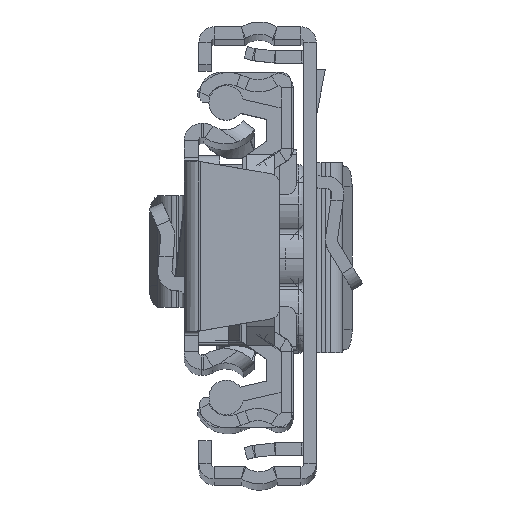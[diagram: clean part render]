
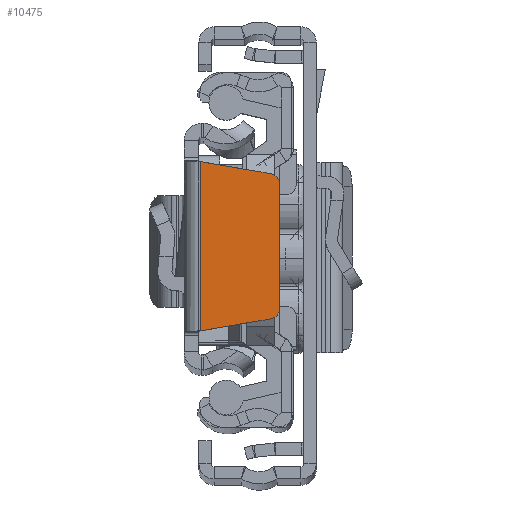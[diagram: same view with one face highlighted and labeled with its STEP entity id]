
A CAD part, top view. The second image highlights one B-rep face of the part: STEP entity #10475.
In plain terms, the highlighted planar face has unit normal (0, 0, 1).
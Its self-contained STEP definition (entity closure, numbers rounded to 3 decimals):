
#330 = CARTESIAN_POINT ( 'NONE',  ( 8.568, -7.142, 0. ) ) ;
#587 = DIRECTION ( 'NONE',  ( 0., 1., 0. ) ) ;
#743 = ORIENTED_EDGE ( 'NONE', *, *, #13652, .T. ) ;
#1054 = VECTOR ( 'NONE', #5872, 1000. ) ;
#1091 = CARTESIAN_POINT ( 'NONE',  ( 8.4, -6.156, 0. ) ) ;
#1789 = LINE ( 'NONE', #15028, #19645 ) ;
#2340 = CARTESIAN_POINT ( 'NONE',  ( 1.6, 8.333, 0. ) ) ;
#2849 = CARTESIAN_POINT ( 'NONE',  ( 9.4, -6.156, 0. ) ) ;
#3071 = ORIENTED_EDGE ( 'NONE', *, *, #14823, .T. ) ;
#4176 = VERTEX_POINT ( 'NONE', #12785 ) ;
#4781 = AXIS2_PLACEMENT_3D ( 'NONE', #12343, #12540, #10617 ) ;
#5834 = EDGE_CURVE ( 'NONE', #20890, #5846, #9057, .T. ) ;
#5846 = VERTEX_POINT ( 'NONE', #2340 ) ;
#5872 = DIRECTION ( 'NONE',  ( 0., -1., 0. ) ) ;
#5889 = EDGE_LOOP ( 'NONE', ( #3071, #12056, #743, #9869, #8570, #19380 ) ) ;
#6205 = AXIS2_PLACEMENT_3D ( 'NONE', #1091, #20946, #19340 ) ;
#6710 = DIRECTION ( 'NONE',  ( 1., 0., 0. ) ) ;
#7052 = AXIS2_PLACEMENT_3D ( 'NONE', #17907, #9774, #6710 ) ;
#8570 = ORIENTED_EDGE ( 'NONE', *, *, #17647, .T. ) ;
#9057 = LINE ( 'NONE', #9289, #20769 ) ;
#9289 = CARTESIAN_POINT ( 'NONE',  ( 1.5, 8.35, 0. ) ) ;
#9425 = PLANE ( 'NONE',  #4781 ) ;
#9774 = DIRECTION ( 'NONE',  ( 0., 0., 1. ) ) ;
#9869 = ORIENTED_EDGE ( 'NONE', *, *, #15871, .T. ) ;
#10025 = CARTESIAN_POINT ( 'NONE',  ( 8.568, -7.142, 0. ) ) ;
#10475 = ADVANCED_FACE ( 'NONE', ( #13972 ), #9425, .F. ) ;
#10617 = DIRECTION ( 'NONE',  ( 1., 0., 0. ) ) ;
#11857 = DIRECTION ( 'NONE',  ( 0.986, 0.168, 0. ) ) ;
#11959 = LINE ( 'NONE', #10025, #18648 ) ;
#12056 = ORIENTED_EDGE ( 'NONE', *, *, #12218, .T. ) ;
#12218 = EDGE_CURVE ( 'NONE', #13811, #17673, #11959, .T. ) ;
#12343 = CARTESIAN_POINT ( 'NONE',  ( 8.4, 6.156, 0. ) ) ;
#12540 = DIRECTION ( 'NONE',  ( 0., 0., -1. ) ) ;
#12785 = CARTESIAN_POINT ( 'NONE',  ( 9.4, 6.156, 0. ) ) ;
#13652 = EDGE_CURVE ( 'NONE', #17673, #21210, #18007, .T. ) ;
#13811 = VERTEX_POINT ( 'NONE', #14891 ) ;
#13972 = FACE_OUTER_BOUND ( 'NONE', #5889, .T. ) ;
#14126 = LINE ( 'NONE', #20746, #1054 ) ;
#14823 = EDGE_CURVE ( 'NONE', #5846, #13811, #14126, .T. ) ;
#14891 = CARTESIAN_POINT ( 'NONE',  ( 1.6, -8.333, 0. ) ) ;
#15028 = CARTESIAN_POINT ( 'NONE',  ( 9.4, 6.156, 0. ) ) ;
#15871 = EDGE_CURVE ( 'NONE', #21210, #4176, #1789, .T. ) ;
#16532 = CARTESIAN_POINT ( 'NONE',  ( 8.568, 7.142, 0. ) ) ;
#17647 = EDGE_CURVE ( 'NONE', #4176, #20890, #18851, .T. ) ;
#17673 = VERTEX_POINT ( 'NONE', #330 ) ;
#17907 = CARTESIAN_POINT ( 'NONE',  ( 8.4, 6.156, 0. ) ) ;
#18007 = CIRCLE ( 'NONE', #6205, 1. ) ;
#18648 = VECTOR ( 'NONE', #11857, 1000. ) ;
#18851 = CIRCLE ( 'NONE', #7052, 1. ) ;
#19276 = DIRECTION ( 'NONE',  ( -0.986, 0.168, 0. ) ) ;
#19340 = DIRECTION ( 'NONE',  ( 1., 0., 0. ) ) ;
#19380 = ORIENTED_EDGE ( 'NONE', *, *, #5834, .T. ) ;
#19645 = VECTOR ( 'NONE', #587, 1000. ) ;
#20746 = CARTESIAN_POINT ( 'NONE',  ( 1.6, -8.333, 0. ) ) ;
#20769 = VECTOR ( 'NONE', #19276, 1000. ) ;
#20890 = VERTEX_POINT ( 'NONE', #16532 ) ;
#20946 = DIRECTION ( 'NONE',  ( 0., 0., 1. ) ) ;
#21210 = VERTEX_POINT ( 'NONE', #2849 ) ;
